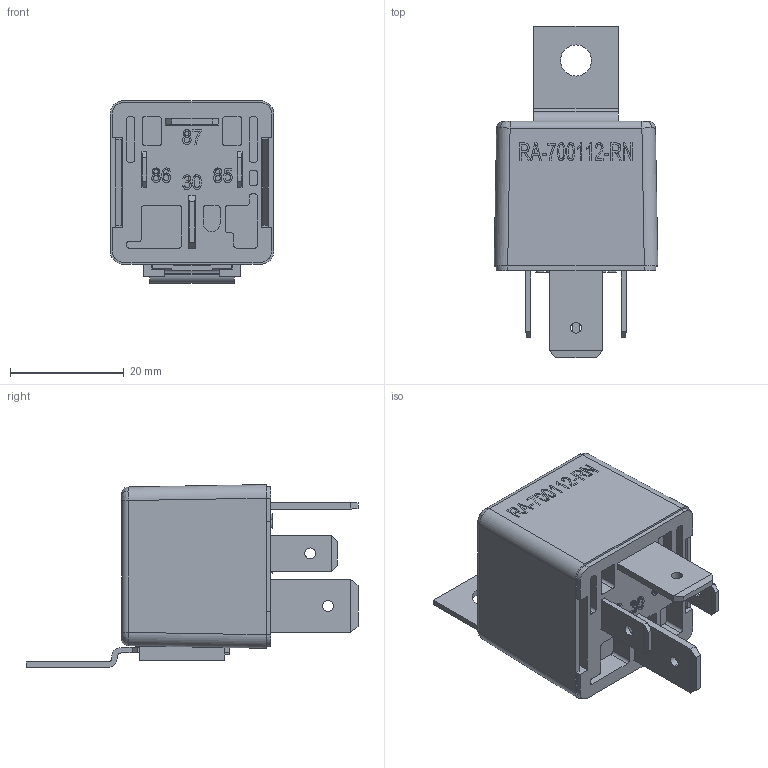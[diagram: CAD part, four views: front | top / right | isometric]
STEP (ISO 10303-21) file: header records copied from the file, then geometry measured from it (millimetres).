
FILE_DESCRIPTION (( 'STEP AP214' ), '1' );
FILE_NAME ('User Library-RA-700112-RN.STEP', '2015-01-06T14:24:03', ( 'Windows User' ), ( '' ), 'SwSTEP 2.0', 'SolidWorks 2015', '' );
FILE_SCHEMA (( 'AUTOMOTIVE_DESIGN' ));
Length unit declared in the file: inch
Products named in the file (1): User Library-RA-700112-RN
Bounding box: 28.78 x 58.37 x 32.14 mm (x, y, z)
Volume: 7313.2 mm3; surface area: 12869.7 mm2
Topology: 7 solids, 7 shells, 589 faces, 1535 edges, 1004 vertices
Faces by surface type: plane 335, bspline 175, cylinder 79
Entity records: 33135 total; most frequent: CARTESIAN_POINT 13144, ORIENTED_EDGE 3070, DIRECTION 2149, EDGE_CURVE 1535, LINE 1035, VECTOR 1035, VERTEX_POINT 1004, EDGE_LOOP 653
